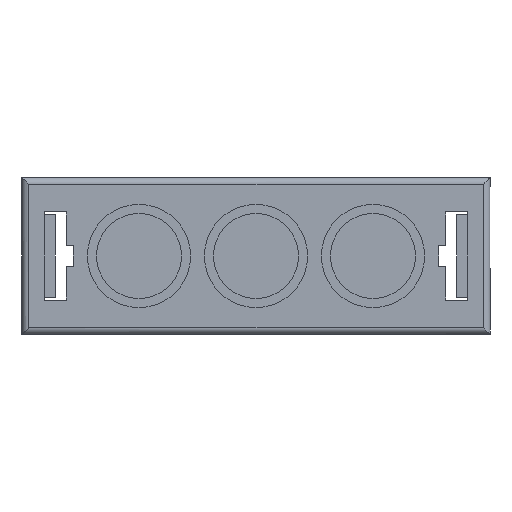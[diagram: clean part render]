
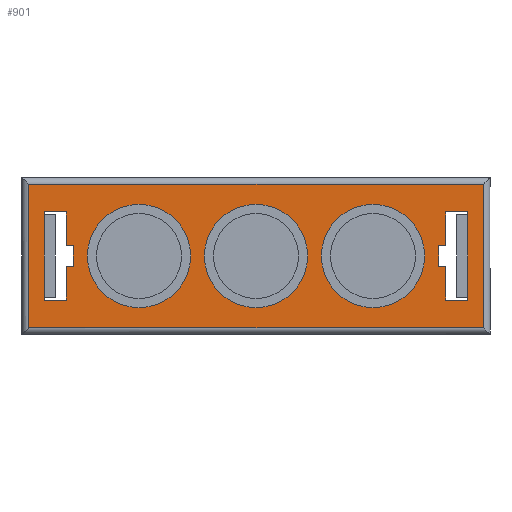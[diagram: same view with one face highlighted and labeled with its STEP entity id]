
A CAD part, front view. The second image highlights one B-rep face of the part: STEP entity #901.
In plain terms, the highlighted planar face has unit normal (0, -1, 0).
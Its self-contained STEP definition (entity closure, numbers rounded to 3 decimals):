
#139=PLANE('',#2578);
#349=LINE('',#3461,#613);
#354=LINE('',#3471,#618);
#386=LINE('',#3543,#650);
#424=LINE('',#3671,#688);
#427=LINE('',#3678,#691);
#445=LINE('',#3728,#709);
#448=LINE('',#3734,#712);
#485=LINE('',#3818,#749);
#486=LINE('',#3820,#750);
#492=LINE('',#3831,#756);
#494=LINE('',#3835,#758);
#503=LINE('',#3875,#767);
#504=LINE('',#3877,#768);
#507=LINE('',#3885,#771);
#510=LINE('',#3891,#774);
#511=LINE('',#3893,#775);
#512=LINE('',#3895,#776);
#513=LINE('',#3898,#777);
#514=LINE('',#3900,#778);
#515=LINE('',#3902,#779);
#613=VECTOR('',#2804,1.);
#618=VECTOR('',#2811,1.);
#650=VECTOR('',#2873,1.);
#688=VECTOR('',#3003,1.);
#691=VECTOR('',#3008,1.);
#709=VECTOR('',#3046,1.);
#712=VECTOR('',#3051,1.);
#749=VECTOR('',#3114,1.);
#750=VECTOR('',#3117,1.);
#756=VECTOR('',#3127,1.);
#758=VECTOR('',#3131,1.);
#767=VECTOR('',#3164,1.);
#768=VECTOR('',#3167,1.);
#771=VECTOR('',#3174,1.);
#774=VECTOR('',#3181,1.);
#775=VECTOR('',#3184,1.);
#776=VECTOR('',#3187,1.);
#777=VECTOR('',#3188,1.);
#778=VECTOR('',#3189,1.);
#779=VECTOR('',#3190,1.);
#901=ADVANCED_FACE('',(#992,#993,#994,#995,#996,#997),#139,.T.);
#992=FACE_BOUND('',#1139,.T.);
#993=FACE_BOUND('',#1140,.T.);
#994=FACE_BOUND('',#1141,.T.);
#995=FACE_BOUND('',#1142,.T.);
#996=FACE_BOUND('',#1143,.T.);
#997=FACE_BOUND('',#1144,.T.);
#1139=EDGE_LOOP('',(#1725));
#1140=EDGE_LOOP('',(#1726));
#1141=EDGE_LOOP('',(#1727));
#1142=EDGE_LOOP('',(#1728,#1729,#1730,#1731,#1732,#1733,#1734,#1735));
#1143=EDGE_LOOP('',(#1736,#1737,#1738,#1739,#1740,#1741,#1742,#1743));
#1144=EDGE_LOOP('',(#1744,#1745,#1746,#1747));
#1725=ORIENTED_EDGE('',*,*,#2211,.T.);
#1726=ORIENTED_EDGE('',*,*,#2189,.T.);
#1727=ORIENTED_EDGE('',*,*,#2194,.T.);
#1728=ORIENTED_EDGE('',*,*,#2240,.T.);
#1729=ORIENTED_EDGE('',*,*,#2243,.F.);
#1730=ORIENTED_EDGE('',*,*,#2265,.T.);
#1731=ORIENTED_EDGE('',*,*,#2268,.T.);
#1732=ORIENTED_EDGE('',*,*,#2317,.T.);
#1733=ORIENTED_EDGE('',*,*,#2315,.F.);
#1734=ORIENTED_EDGE('',*,*,#2308,.T.);
#1735=ORIENTED_EDGE('',*,*,#2309,.T.);
#1736=ORIENTED_EDGE('',*,*,#2341,.T.);
#1737=ORIENTED_EDGE('',*,*,#2183,.T.);
#1738=ORIENTED_EDGE('',*,*,#2147,.T.);
#1739=ORIENTED_EDGE('',*,*,#2142,.T.);
#1740=ORIENTED_EDGE('',*,*,#2332,.T.);
#1741=ORIENTED_EDGE('',*,*,#2333,.T.);
#1742=ORIENTED_EDGE('',*,*,#2337,.T.);
#1743=ORIENTED_EDGE('',*,*,#2340,.T.);
#1744=ORIENTED_EDGE('',*,*,#2342,.T.);
#1745=ORIENTED_EDGE('',*,*,#2343,.T.);
#1746=ORIENTED_EDGE('',*,*,#2344,.T.);
#1747=ORIENTED_EDGE('',*,*,#2345,.T.);
#1890=VERTEX_POINT('',#3459);
#1892=VERTEX_POINT('',#3462);
#1896=VERTEX_POINT('',#3472);
#1920=VERTEX_POINT('',#3541);
#1924=VERTEX_POINT('',#3556);
#1929=VERTEX_POINT('',#3571);
#1942=VERTEX_POINT('',#3609);
#1963=VERTEX_POINT('',#3668);
#1964=VERTEX_POINT('',#3670);
#1967=VERTEX_POINT('',#3677);
#1981=VERTEX_POINT('',#3727);
#1983=VERTEX_POINT('',#3733);
#2009=VERTEX_POINT('',#3813);
#2011=VERTEX_POINT('',#3817);
#2015=VERTEX_POINT('',#3832);
#2020=VERTEX_POINT('',#3874);
#2021=VERTEX_POINT('',#3878);
#2023=VERTEX_POINT('',#3884);
#2024=VERTEX_POINT('',#3890);
#2025=VERTEX_POINT('',#3896);
#2026=VERTEX_POINT('',#3897);
#2027=VERTEX_POINT('',#3899);
#2028=VERTEX_POINT('',#3901);
#2142=EDGE_CURVE('',#1892,#1890,#349,.T.);
#2147=EDGE_CURVE('',#1896,#1892,#354,.T.);
#2183=EDGE_CURVE('',#1920,#1896,#386,.T.);
#2189=EDGE_CURVE('',#1924,#1924,#2379,.T.);
#2194=EDGE_CURVE('',#1929,#1929,#2384,.T.);
#2211=EDGE_CURVE('',#1942,#1942,#2391,.T.);
#2240=EDGE_CURVE('',#1963,#1964,#424,.T.);
#2243=EDGE_CURVE('',#1967,#1964,#427,.T.);
#2265=EDGE_CURVE('',#1967,#1981,#445,.T.);
#2268=EDGE_CURVE('',#1981,#1983,#448,.T.);
#2308=EDGE_CURVE('',#2009,#2011,#485,.T.);
#2309=EDGE_CURVE('',#2011,#1963,#486,.T.);
#2315=EDGE_CURVE('',#2009,#2015,#492,.T.);
#2317=EDGE_CURVE('',#1983,#2015,#494,.T.);
#2332=EDGE_CURVE('',#1890,#2020,#503,.T.);
#2333=EDGE_CURVE('',#2020,#2021,#504,.T.);
#2337=EDGE_CURVE('',#2021,#2023,#507,.T.);
#2340=EDGE_CURVE('',#2023,#2024,#510,.T.);
#2341=EDGE_CURVE('',#2024,#1920,#511,.T.);
#2342=EDGE_CURVE('',#2025,#2026,#512,.T.);
#2343=EDGE_CURVE('',#2026,#2027,#513,.T.);
#2344=EDGE_CURVE('',#2027,#2028,#514,.T.);
#2345=EDGE_CURVE('',#2028,#2025,#515,.T.);
#2379=CIRCLE('',#2487,3.75);
#2384=CIRCLE('',#2497,3.75);
#2391=CIRCLE('',#2512,3.75);
#2487=AXIS2_PLACEMENT_3D('',#3555,#2885,#2886);
#2497=AXIS2_PLACEMENT_3D('',#3570,#2905,#2906);
#2512=AXIS2_PLACEMENT_3D('',#3608,#2945,#2946);
#2578=AXIS2_PLACEMENT_3D('',#3903,#3191,#3192);
#2804=DIRECTION('',(0.,0.,-1.));
#2811=DIRECTION('',(1.,0.,0.));
#2873=DIRECTION('',(0.,0.,1.));
#2885=DIRECTION('',(0.,1.,0.));
#2886=DIRECTION('',(1.,0.,0.));
#2905=DIRECTION('',(0.,1.,0.));
#2906=DIRECTION('',(1.,0.,0.));
#2945=DIRECTION('',(0.,1.,0.));
#2946=DIRECTION('',(1.,0.,0.));
#3003=DIRECTION('',(-1.,0.,0.));
#3008=DIRECTION('',(0.,0.,-1.));
#3046=DIRECTION('',(-1.,0.,0.));
#3051=DIRECTION('',(0.,0.,1.));
#3114=DIRECTION('',(1.,0.,0.));
#3117=DIRECTION('',(0.,0.,-1.));
#3127=DIRECTION('',(0.,0.,-1.));
#3131=DIRECTION('',(1.,0.,0.));
#3164=DIRECTION('',(1.,0.,0.));
#3167=DIRECTION('',(0.,0.,-1.));
#3174=DIRECTION('',(-1.,0.,0.));
#3181=DIRECTION('',(0.,0.,-1.));
#3184=DIRECTION('',(-1.,0.,0.));
#3187=DIRECTION('',(1.,0.,0.));
#3188=DIRECTION('',(0.,0.,1.));
#3189=DIRECTION('',(-1.,0.,0.));
#3190=DIRECTION('',(0.,0.,-1.));
#3191=DIRECTION('',(0.,-1.,0.));
#3192=DIRECTION('',(1.,0.,0.));
#3459=CARTESIAN_POINT('',(-23.157,-40.047,6.45));
#3461=CARTESIAN_POINT('',(-23.157,-40.047,8.9));
#3462=CARTESIAN_POINT('',(-23.157,-40.047,8.9));
#3471=CARTESIAN_POINT('',(-24.757,-40.047,8.9));
#3472=CARTESIAN_POINT('',(-24.757,-40.047,8.9));
#3541=CARTESIAN_POINT('',(-24.757,-40.047,2.5));
#3543=CARTESIAN_POINT('',(-24.757,-40.047,2.5));
#3555=CARTESIAN_POINT('',(-9.357,-40.047,5.7));
#3556=CARTESIAN_POINT('',(-5.607,-40.047,5.7));
#3570=CARTESIAN_POINT('',(-0.857,-40.047,5.7));
#3571=CARTESIAN_POINT('',(2.893,-40.047,5.7));
#3608=CARTESIAN_POINT('',(-17.857,-40.047,5.7));
#3609=CARTESIAN_POINT('',(-14.107,-40.047,5.7));
#3668=CARTESIAN_POINT('',(6.043,-40.047,2.5));
#3670=CARTESIAN_POINT('',(4.443,-40.047,2.5));
#3671=CARTESIAN_POINT('',(6.043,-40.047,2.5));
#3677=CARTESIAN_POINT('',(4.443,-40.047,4.95));
#3678=CARTESIAN_POINT('',(4.443,-40.047,4.95));
#3727=CARTESIAN_POINT('',(3.923,-40.047,4.95));
#3728=CARTESIAN_POINT('',(4.443,-40.047,4.95));
#3733=CARTESIAN_POINT('',(3.923,-40.047,6.45));
#3734=CARTESIAN_POINT('',(3.923,-40.047,4.95));
#3813=CARTESIAN_POINT('',(4.443,-40.047,8.9));
#3817=CARTESIAN_POINT('',(6.043,-40.047,8.9));
#3818=CARTESIAN_POINT('',(4.443,-40.047,8.9));
#3820=CARTESIAN_POINT('',(6.043,-40.047,8.9));
#3831=CARTESIAN_POINT('',(4.443,-40.047,8.9));
#3832=CARTESIAN_POINT('',(4.443,-40.047,6.45));
#3835=CARTESIAN_POINT('',(3.923,-40.047,6.45));
#3874=CARTESIAN_POINT('',(-22.637,-40.047,6.45));
#3875=CARTESIAN_POINT('',(-23.157,-40.047,6.45));
#3877=CARTESIAN_POINT('',(-22.637,-40.047,6.45));
#3878=CARTESIAN_POINT('',(-22.637,-40.047,4.95));
#3884=CARTESIAN_POINT('',(-23.157,-40.047,4.95));
#3885=CARTESIAN_POINT('',(-22.637,-40.047,4.95));
#3890=CARTESIAN_POINT('',(-23.157,-40.047,2.5));
#3891=CARTESIAN_POINT('',(-23.157,-40.047,4.95));
#3893=CARTESIAN_POINT('',(-23.157,-40.047,2.5));
#3895=CARTESIAN_POINT('',(-25.857,-40.047,0.5));
#3896=CARTESIAN_POINT('',(-25.857,-40.047,0.5));
#3897=CARTESIAN_POINT('',(7.143,-40.047,0.5));
#3898=CARTESIAN_POINT('',(7.143,-40.047,0.5));
#3899=CARTESIAN_POINT('',(7.143,-40.047,10.9));
#3900=CARTESIAN_POINT('',(7.143,-40.047,10.9));
#3901=CARTESIAN_POINT('',(-25.857,-40.047,10.9));
#3902=CARTESIAN_POINT('',(-25.857,-40.047,10.9));
#3903=CARTESIAN_POINT('',(-26.557,-40.047,-0.2));
